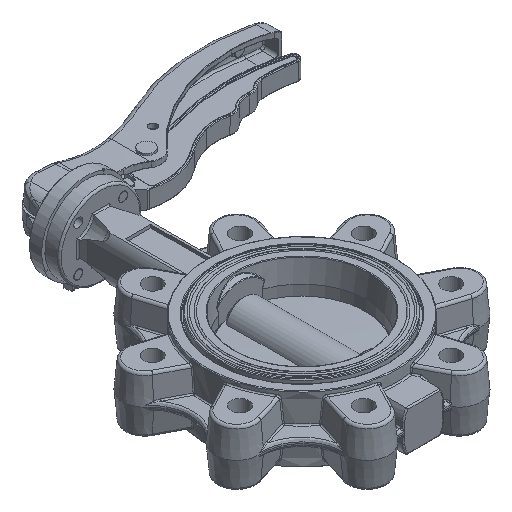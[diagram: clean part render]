
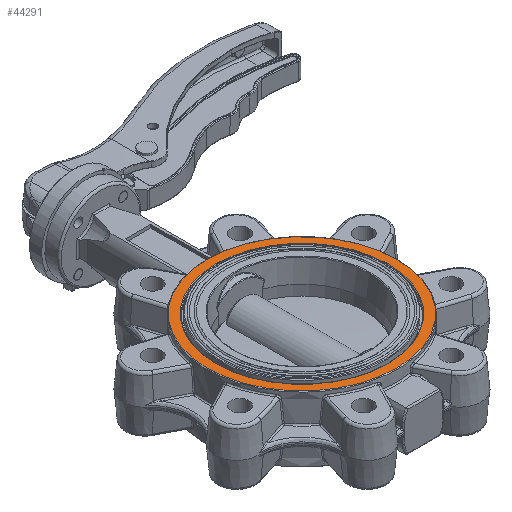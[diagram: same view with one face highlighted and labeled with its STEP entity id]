
A CAD part, isometric view. The second image highlights one B-rep face of the part: STEP entity #44291.
In plain terms, the highlighted planar face has unit normal (0, 0, 1).
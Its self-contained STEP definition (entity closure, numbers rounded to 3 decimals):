
#5927 = DIRECTION ( 'NONE',  ( 1., 0., 0. ) ) ;
#5929 = DIRECTION ( 'NONE',  ( 0., 0., -1. ) ) ;
#5930 = CARTESIAN_POINT ( 'NONE',  ( 0., 0., 26. ) ) ;
#5931 = AXIS2_PLACEMENT_3D ( 'NONE', #5930, #5929, #5927 ) ;
#5940 = CIRCLE ( 'NONE', #5931, 67.9 ) ;
#7787 = FACE_BOUND ( 'NONE', #44648, .T. ) ;
#7811 = DIRECTION ( 'NONE',  ( 1., 0., 0. ) ) ;
#7812 = DIRECTION ( 'NONE',  ( 0., 0., 1. ) ) ;
#7813 = CARTESIAN_POINT ( 'NONE',  ( 0., 0., 26. ) ) ;
#7814 = AXIS2_PLACEMENT_3D ( 'NONE', #7813, #7812, #7811 ) ;
#7827 = PLANE ( 'NONE',  #7814 ) ;
#7844 = FACE_OUTER_BOUND ( 'NONE', #44633, .T. ) ;
#7869 = AXIS2_PLACEMENT_3D ( 'NONE', #7891, #7890, #7889 ) ;
#7889 = DIRECTION ( 'NONE',  ( 1., 0., 0. ) ) ;
#7890 = DIRECTION ( 'NONE',  ( 0., 0., 1. ) ) ;
#7891 = CARTESIAN_POINT ( 'NONE',  ( 0., 0., 26. ) ) ;
#7892 = CIRCLE ( 'NONE', #7869, 74.5 ) ;
#14041 = CARTESIAN_POINT ( 'NONE',  ( 74.5, 0., 26. ) ) ;
#14045 = VERTEX_POINT ( 'NONE', #14041 ) ;
#14057 = CARTESIAN_POINT ( 'NONE',  ( 67.9, 0., 26. ) ) ;
#14059 = VERTEX_POINT ( 'NONE', #14057 ) ;
#43608 = ORIENTED_EDGE ( 'NONE', *, *, #44306, .T. ) ;
#43713 = EDGE_CURVE ( 'NONE', #14059, #14059, #5940, .T. ) ;
#44291 = ADVANCED_FACE ( 'NONE', ( #7787, #7844 ), #7827, .T. ) ;
#44306 = EDGE_CURVE ( 'NONE', #14045, #14045, #7892, .T. ) ;
#44594 = ORIENTED_EDGE ( 'NONE', *, *, #43713, .T. ) ;
#44633 = EDGE_LOOP ( 'NONE', ( #43608 ) ) ;
#44648 = EDGE_LOOP ( 'NONE', ( #44594 ) ) ;
